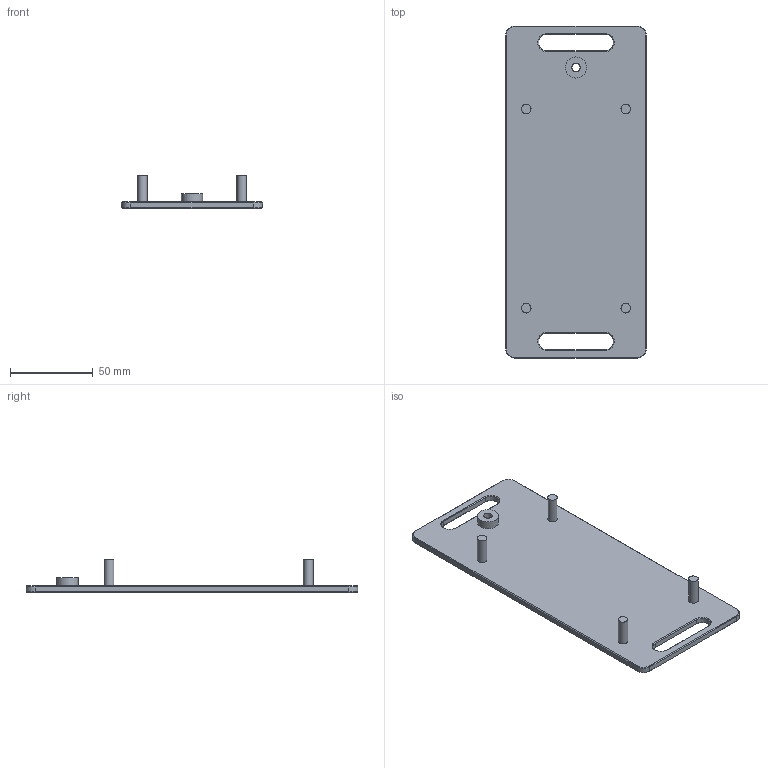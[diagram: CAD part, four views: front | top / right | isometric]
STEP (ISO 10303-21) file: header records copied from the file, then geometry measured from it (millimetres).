
FILE_DESCRIPTION(('STEP AP214'),'1');
FILE_NAME('Platine 1.stp','2022-02-09T17:26:16',(' '),(' '),'Spatial InterOp 3D',' ',' ');
FILE_SCHEMA(('AUTOMOTIVE_DESIGN { 1 0 10303 214 1 1 1 1 }'));
Length unit declared in the file: millimetre
Products named in the file (1): 1
Bounding box: 85 x 200 x 20 mm (x, y, z)
Volume: 66425 mm3; surface area: 36307.1 mm2
Topology: 1 solids, 1 shells, 62 faces, 132 edges, 77 vertices
Faces by surface type: plane 31, cone 17, cylinder 14
Full cylindrical faces by diameter (mm): 5.1 x1, 5.8 x4, 12.8 x1
Entity records: 1629 total; most frequent: DIRECTION 296, CARTESIAN_POINT 265, ORIENTED_EDGE 250, EDGE_CURVE 125, AXIS2_PLACEMENT_3D 108, EDGE_LOOP 80, LINE 80, VECTOR 80
